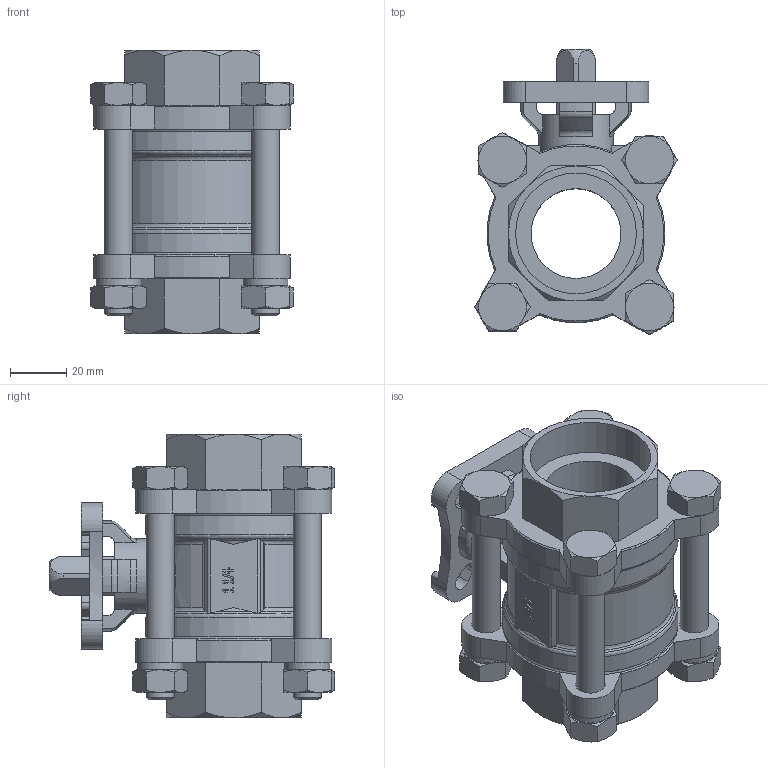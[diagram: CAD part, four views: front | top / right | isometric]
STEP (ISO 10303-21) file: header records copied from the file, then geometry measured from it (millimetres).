
FILE_DESCRIPTION(/* description */ ('STEP AP214'),/* implementation_level */ '2;1');
FILE_NAME(/* name */ '8089043_VZBE-11_4-WA-63-T-2-F0405-V15V15',/* time_stamp */ '2024-09-18T01:42:43+02:00',/* author */ ('License CC BY-ND 4.0'),/* organization */ ('CADENAS'),/* preprocessor_version */ 'ST-DEVELOPER v19.3',/* originating_system */ 'PARTsolutions',/* authorisation */ ' ');
FILE_SCHEMA (('AUTOMOTIVE_DESIGN {1 0 10303 214 3 1 1}'));
Length unit declared in the file: millimetre
Products named in the file (2): 8089043 VZBE-11/4-WA-63-T-2-F0405-V15V15; 8089043 VZBE-11/4-WA-63-T-2-F0405-V15V15_v
Assembly tree (1 placements, depth 2):
  8089043 VZBE-11/4-WA-63-T-2-F0405-V15V15
    8089043 VZBE-11/4-WA-63-T-2-F0405-V15V15_v
Bounding box: 71.96 x 101.68 x 101 mm (x, y, z)
Volume: 231182.7 mm3; surface area: 62844.4 mm2
Topology: 1 solids, 1 shells, 469 faces, 1193 edges, 755 vertices
Faces by surface type: plane 209, cone 133, cylinder 93, torus 34
Full cylindrical faces by diameter (mm): 10 x8, 10.5 x8, 16 x4, 26.6 x1, 30.5 x1, 32 x1, 43 x2, 62.5 x2
Entity records: 14283 total; most frequent: CARTESIAN_POINT 3511, ORIENTED_EDGE 2290, DIRECTION 2082, EDGE_CURVE 1145, AXIS2_PLACEMENT_3D 828, VERTEX_POINT 745, EDGE_LOOP 562, FACE_BOUND 562
